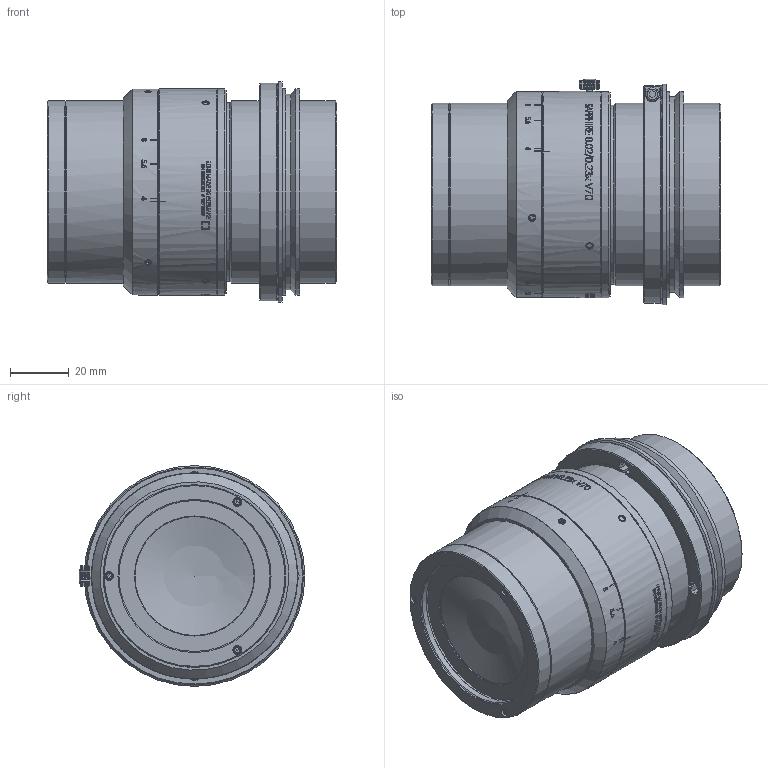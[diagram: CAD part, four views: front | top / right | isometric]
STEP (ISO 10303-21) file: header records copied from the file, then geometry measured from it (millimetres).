
FILE_DESCRIPTION(/* description */ (''),/* implementation_level */ '2;1');
FILE_NAME(/* name */ '1071819_00166115_002.stp',/* time_stamp */ '2022-08-29T08:20:11+02:00',/* author */ (''),/* organization */ (''),/* preprocessor_version */ 'ST-DEVELOPER v16',/* originating_system */ 'SIEMENS PLM Software NX 10.0',/* authorisation */ '');
FILE_SCHEMA (('AP203_CONFIGURATION_CONTROLLED_3D_DESIGN_OF_MECHANICAL_PARTS_AND_ASSEMBLIES_MIM_LF { 1 0 10303 403 2 1 2}'));
Length unit declared in the file: millimetre
Products named in the file (1): Froe4CF0AD44d2e8
Bounding box: 98.25 x 76.72 x 75 mm (x, y, z)
Volume: 313611.4 mm3; surface area: 44167 mm2
Topology: 1 solids, 3 shells, 500 faces, 1678 edges, 1348 vertices
Faces by surface type: plane 223, cylinder 219, cone 48, torus 7, sphere 3
Full cylindrical faces by diameter (mm): 2 x1, 2.05 x4, 2.5 x1, 2.8 x1, 3 x3, 4.5 x1, 39.5 x1, 40.4 x1, 45.5 x1, 46.2 x2, 49.4 x1, 50 x1, 51.3 x1, 52 x2, 53.5 x1, 54.4 x1, 54.9 x1, 55.2 x1, 56.2 x1, 60.8 x1, 62 x4, 62.1 x1, 63.6 x1, 66.4 x1, 70 x7, 75 x1
Entity records: 21005 total; most frequent: CARTESIAN_POINT 7752, ORIENTED_EDGE 3064, DIRECTION 1980, EDGE_CURVE 1551, VERTEX_POINT 1309, B_SPLINE_CURVE_WITH_KNOTS 840, AXIS2_PLACEMENT_3D 806, EDGE_LOOP 779
